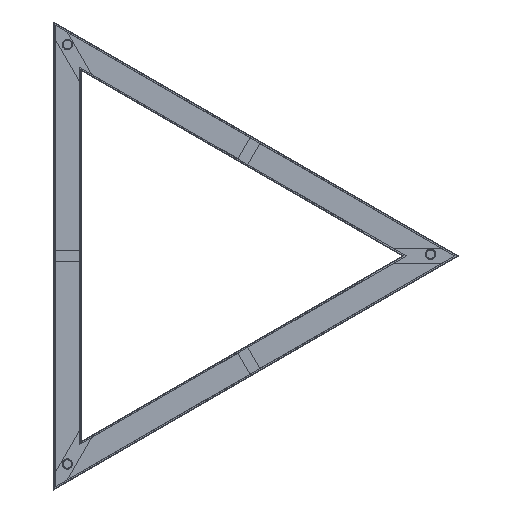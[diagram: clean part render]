
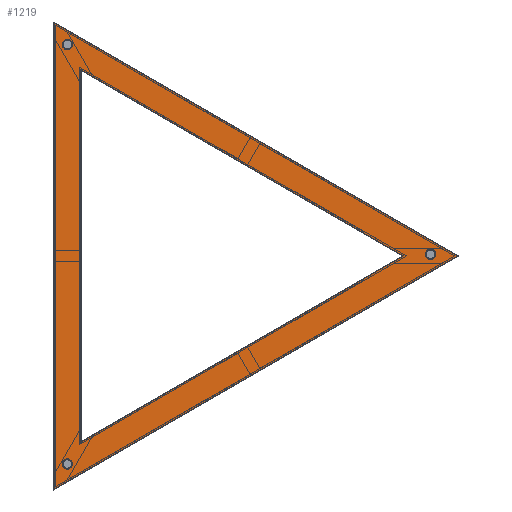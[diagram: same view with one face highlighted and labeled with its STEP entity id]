
A CAD part, top view. The second image highlights one B-rep face of the part: STEP entity #1219.
In plain terms, the highlighted face is planar.
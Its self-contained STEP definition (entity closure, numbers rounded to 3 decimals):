
#79=FACE_BOUND('',#254,.T.);
#80=FACE_BOUND('',#255,.T.);
#81=FACE_BOUND('',#256,.T.);
#82=FACE_BOUND('',#257,.T.);
#106=PLANE('',#1388);
#170=FACE_OUTER_BOUND('',#253,.T.);
#253=EDGE_LOOP('',(#943,#944,#945));
#254=EDGE_LOOP('',(#946));
#255=EDGE_LOOP('',(#947));
#256=EDGE_LOOP('',(#948));
#257=EDGE_LOOP('',(#949,#950,#951));
#363=LINE('',#1968,#490);
#364=LINE('',#1972,#491);
#365=LINE('',#1975,#492);
#366=LINE('',#1980,#493);
#367=LINE('',#1982,#494);
#368=LINE('',#1983,#495);
#490=VECTOR('',#1574,10.);
#491=VECTOR('',#1579,10.);
#492=VECTOR('',#1584,10.);
#493=VECTOR('',#1589,10.);
#494=VECTOR('',#1590,10.);
#495=VECTOR('',#1591,10.);
#575=CIRCLE('',#1361,1.5);
#577=CIRCLE('',#1365,1.5);
#579=CIRCLE('',#1369,1.5);
#597=VERTEX_POINT('',#1860);
#599=VERTEX_POINT('',#1867);
#601=VERTEX_POINT('',#1874);
#639=VERTEX_POINT('',#1965);
#640=VERTEX_POINT('',#1967);
#641=VERTEX_POINT('',#1971);
#642=VERTEX_POINT('',#1978);
#643=VERTEX_POINT('',#1979);
#644=VERTEX_POINT('',#1981);
#701=EDGE_CURVE('',#597,#597,#575,.T.);
#704=EDGE_CURVE('',#599,#599,#577,.T.);
#707=EDGE_CURVE('',#601,#601,#579,.T.);
#753=EDGE_CURVE('',#639,#640,#363,.T.);
#755=EDGE_CURVE('',#640,#641,#364,.T.);
#757=EDGE_CURVE('',#641,#639,#365,.T.);
#758=EDGE_CURVE('',#642,#643,#366,.T.);
#759=EDGE_CURVE('',#644,#642,#367,.T.);
#760=EDGE_CURVE('',#643,#644,#368,.T.);
#943=ORIENTED_EDGE('',*,*,#753,.F.);
#944=ORIENTED_EDGE('',*,*,#757,.F.);
#945=ORIENTED_EDGE('',*,*,#755,.F.);
#946=ORIENTED_EDGE('',*,*,#701,.T.);
#947=ORIENTED_EDGE('',*,*,#704,.T.);
#948=ORIENTED_EDGE('',*,*,#707,.T.);
#949=ORIENTED_EDGE('',*,*,#758,.F.);
#950=ORIENTED_EDGE('',*,*,#759,.F.);
#951=ORIENTED_EDGE('',*,*,#760,.F.);
#1219=ADVANCED_FACE('',(#170,#79,#80,#81,#82),#106,.F.);
#1361=AXIS2_PLACEMENT_3D('',#1861,#1488,#1489);
#1365=AXIS2_PLACEMENT_3D('',#1868,#1497,#1498);
#1369=AXIS2_PLACEMENT_3D('',#1875,#1506,#1507);
#1388=AXIS2_PLACEMENT_3D('',#1977,#1587,#1588);
#1488=DIRECTION('center_axis',(0.,0.,1.));
#1489=DIRECTION('ref_axis',(0.5,-0.866,0.));
#1497=DIRECTION('center_axis',(0.,0.,1.));
#1498=DIRECTION('ref_axis',(0.5,0.866,0.));
#1506=DIRECTION('center_axis',(0.,0.,1.));
#1507=DIRECTION('ref_axis',(-1.,0.,0.));
#1574=DIRECTION('',(-0.866,0.5,0.));
#1579=DIRECTION('',(0.,-1.,0.));
#1584=DIRECTION('',(0.866,0.5,0.));
#1587=DIRECTION('center_axis',(0.,0.,1.));
#1588=DIRECTION('ref_axis',(1.,0.,0.));
#1589=DIRECTION('',(0.,1.,0.));
#1590=DIRECTION('',(-0.866,-0.5,0.));
#1591=DIRECTION('',(0.866,-0.5,0.));
#1860=CARTESIAN_POINT('',(-130.088,225.318,0.));
#1861=CARTESIAN_POINT('Origin',(-129.338,224.019,0.));
#1867=CARTESIAN_POINT('',(-130.088,-225.318,0.));
#1868=CARTESIAN_POINT('Origin',(-129.338,-224.019,0.));
#1874=CARTESIAN_POINT('',(260.175,0.,0.));
#1875=CARTESIAN_POINT('Origin',(258.675,0.,0.));
#1965=CARTESIAN_POINT('',(287.175,0.,0.));
#1967=CARTESIAN_POINT('',(-143.588,248.701,0.));
#1968=CARTESIAN_POINT('',(180.047,61.85,0.));
#1971=CARTESIAN_POINT('',(-143.588,-248.701,0.));
#1972=CARTESIAN_POINT('',(-143.588,181.669,0.));
#1975=CARTESIAN_POINT('',(12.618,-158.516,0.));
#1977=CARTESIAN_POINT('Origin',(65.436,113.338,0.));
#1978=CARTESIAN_POINT('',(-115.088,-199.338,0.));
#1979=CARTESIAN_POINT('',(-115.088,199.338,0.));
#1980=CARTESIAN_POINT('',(-115.088,-42.35,0.));
#1981=CARTESIAN_POINT('',(230.175,0.,0.));
#1982=CARTESIAN_POINT('',(192.374,-21.825,0.));
#1983=CARTESIAN_POINT('',(-28.209,149.178,0.));
